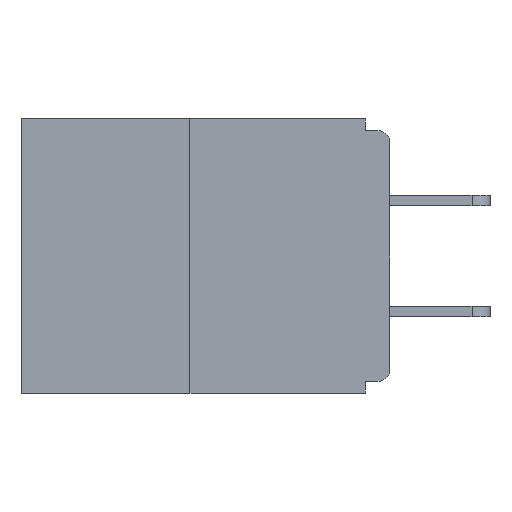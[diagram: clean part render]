
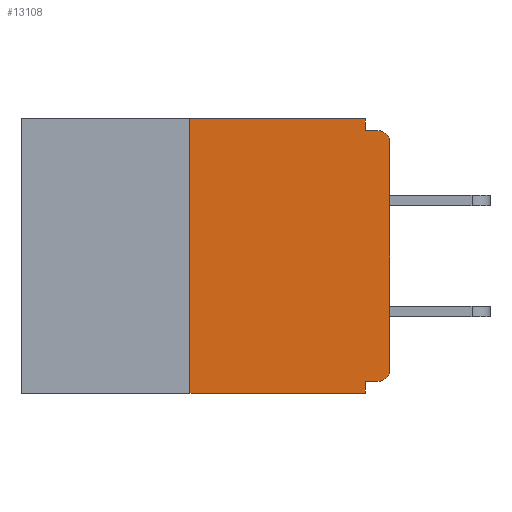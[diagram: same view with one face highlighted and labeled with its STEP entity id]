
A CAD part, left-side view. The second image highlights one B-rep face of the part: STEP entity #13108.
In plain terms, the highlighted planar face has unit normal (-1, 0, 0).
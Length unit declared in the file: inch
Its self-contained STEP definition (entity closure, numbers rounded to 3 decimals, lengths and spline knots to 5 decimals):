
#65 = VERTEX_POINT ( 'NONE', #17686 ) ;
#362 = CARTESIAN_POINT ( 'NONE',  ( 0., 0.46, 0. ) ) ;
#381 = ORIENTED_EDGE ( 'NONE', *, *, #12601, .T. ) ;
#628 = CIRCLE ( 'NONE', #4997, 0.015 ) ;
#1120 = VECTOR ( 'NONE', #14742, 39.37008 ) ;
#1143 = VERTEX_POINT ( 'NONE', #6988 ) ;
#1397 = CARTESIAN_POINT ( 'NONE',  ( 0., 0., 0. ) ) ;
#1756 = FACE_OUTER_BOUND ( 'NONE', #16127, .T. ) ;
#1860 = DIRECTION ( 'NONE',  ( 0., -1., 0. ) ) ;
#2578 = CARTESIAN_POINT ( 'NONE',  ( 0., 0.25, 0. ) ) ;
#2740 = DIRECTION ( 'NONE',  ( 0., 0., -1. ) ) ;
#3198 = DIRECTION ( 'NONE',  ( 0., 0., -1. ) ) ;
#3337 = CARTESIAN_POINT ( 'NONE',  ( 0., 0., -0.313 ) ) ;
#3348 = DIRECTION ( 'NONE',  ( 0., 1., 0. ) ) ;
#3582 = EDGE_CURVE ( 'NONE', #4991, #11525, #8951, .T. ) ;
#3611 = CARTESIAN_POINT ( 'NONE',  ( 0., 0., -0.328 ) ) ;
#3638 = VECTOR ( 'NONE', #11595, 39.37008 ) ;
#4117 = AXIS2_PLACEMENT_3D ( 'NONE', #18815, #10119, #2740 ) ;
#4145 = CARTESIAN_POINT ( 'NONE',  ( 0., 0.031, -0.328 ) ) ;
#4779 = VECTOR ( 'NONE', #10834, 39.37008 ) ;
#4826 = CARTESIAN_POINT ( 'NONE',  ( 0., 0.46, -0.343 ) ) ;
#4990 = EDGE_CURVE ( 'NONE', #17637, #10395, #7564, .T. ) ;
#4991 = VERTEX_POINT ( 'NONE', #4145 ) ;
#4997 = AXIS2_PLACEMENT_3D ( 'NONE', #7567, #8909, #3198 ) ;
#5042 = LINE ( 'NONE', #11889, #1120 ) ;
#5070 = VECTOR ( 'NONE', #8801, 39.37008 ) ;
#5122 = EDGE_CURVE ( 'NONE', #1143, #16744, #5042, .T. ) ;
#5147 = ORIENTED_EDGE ( 'NONE', *, *, #3582, .F. ) ;
#5168 = CARTESIAN_POINT ( 'NONE',  ( 0., 0.031, -0.343 ) ) ;
#5218 = LINE ( 'NONE', #4826, #14527 ) ;
#5545 = EDGE_CURVE ( 'NONE', #8392, #13658, #10722, .T. ) ;
#6595 = EDGE_CURVE ( 'NONE', #13725, #4991, #13858, .T. ) ;
#6711 = CARTESIAN_POINT ( 'NONE',  ( 0., 0., -0.015 ) ) ;
#6876 = CARTESIAN_POINT ( 'NONE',  ( 0., 0., -0.03 ) ) ;
#6988 = CARTESIAN_POINT ( 'NONE',  ( 0., 0.031, 0. ) ) ;
#7267 = CARTESIAN_POINT ( 'NONE',  ( 0., 0.031, -0.343 ) ) ;
#7564 = LINE ( 'NONE', #2578, #7797 ) ;
#7567 = CARTESIAN_POINT ( 'NONE',  ( 0., 0.015, -0.03 ) ) ;
#7797 = VECTOR ( 'NONE', #13071, 39.37008 ) ;
#7946 = ORIENTED_EDGE ( 'NONE', *, *, #6595, .F. ) ;
#7985 = ORIENTED_EDGE ( 'NONE', *, *, #13259, .T. ) ;
#8392 = VERTEX_POINT ( 'NONE', #3337 ) ;
#8565 = ORIENTED_EDGE ( 'NONE', *, *, #5545, .T. ) ;
#8606 = ORIENTED_EDGE ( 'NONE', *, *, #5122, .F. ) ;
#8617 = CARTESIAN_POINT ( 'NONE',  ( 0., 0.25, 0. ) ) ;
#8648 = PLANE ( 'NONE',  #4117 ) ;
#8801 = DIRECTION ( 'NONE',  ( 0., 0., -1. ) ) ;
#8909 = DIRECTION ( 'NONE',  ( -1., 0., 0. ) ) ;
#8951 = LINE ( 'NONE', #5168, #5070 ) ;
#9315 = ORIENTED_EDGE ( 'NONE', *, *, #17726, .F. ) ;
#9626 = CARTESIAN_POINT ( 'NONE',  ( 0., 0.015, -0.313 ) ) ;
#9946 = LINE ( 'NONE', #362, #11306 ) ;
#10119 = DIRECTION ( 'NONE',  ( 1., 0., 0. ) ) ;
#10214 = CARTESIAN_POINT ( 'NONE',  ( 0., 0.015, -0.328 ) ) ;
#10395 = VERTEX_POINT ( 'NONE', #8617 ) ;
#10722 = LINE ( 'NONE', #1397, #3638 ) ;
#10770 = CARTESIAN_POINT ( 'NONE',  ( 0., 0.25, -0.343 ) ) ;
#10834 = DIRECTION ( 'NONE',  ( 0., -1., 0. ) ) ;
#11020 = DIRECTION ( 'NONE',  ( -1., 0., 0. ) ) ;
#11306 = VECTOR ( 'NONE', #12086, 39.37008 ) ;
#11505 = CARTESIAN_POINT ( 'NONE',  ( 0., 0.031, -0.015 ) ) ;
#11525 = VERTEX_POINT ( 'NONE', #7267 ) ;
#11595 = DIRECTION ( 'NONE',  ( 0., 0., 1. ) ) ;
#11889 = CARTESIAN_POINT ( 'NONE',  ( 0., 0.031, 0. ) ) ;
#12086 = DIRECTION ( 'NONE',  ( 0., -1., 0. ) ) ;
#12413 = DIRECTION ( 'NONE',  ( 0., 0., -1. ) ) ;
#12550 = ORIENTED_EDGE ( 'NONE', *, *, #18875, .T. ) ;
#12601 = EDGE_CURVE ( 'NONE', #17637, #11525, #5218, .T. ) ;
#13071 = DIRECTION ( 'NONE',  ( 0., 0., 1. ) ) ;
#13108 = ADVANCED_FACE ( 'NONE', ( #1756 ), #8648, .F. ) ;
#13259 = EDGE_CURVE ( 'NONE', #13658, #65, #628, .T. ) ;
#13658 = VERTEX_POINT ( 'NONE', #6876 ) ;
#13725 = VERTEX_POINT ( 'NONE', #10214 ) ;
#13849 = EDGE_CURVE ( 'NONE', #10395, #1143, #9946, .T. ) ;
#13858 = LINE ( 'NONE', #3611, #18625 ) ;
#13947 = ORIENTED_EDGE ( 'NONE', *, *, #4990, .F. ) ;
#14527 = VECTOR ( 'NONE', #1860, 39.37008 ) ;
#14742 = DIRECTION ( 'NONE',  ( 0., 0., -1. ) ) ;
#15136 = AXIS2_PLACEMENT_3D ( 'NONE', #9626, #11020, #12413 ) ;
#15239 = LINE ( 'NONE', #6711, #4779 ) ;
#16127 = EDGE_LOOP ( 'NONE', ( #18390, #13947, #381, #5147, #7946, #12550, #8565, #7985, #9315, #8606 ) ) ;
#16744 = VERTEX_POINT ( 'NONE', #11505 ) ;
#17637 = VERTEX_POINT ( 'NONE', #10770 ) ;
#17686 = CARTESIAN_POINT ( 'NONE',  ( 0., 0.015, -0.015 ) ) ;
#17726 = EDGE_CURVE ( 'NONE', #16744, #65, #15239, .T. ) ;
#18165 = CIRCLE ( 'NONE', #15136, 0.015 ) ;
#18390 = ORIENTED_EDGE ( 'NONE', *, *, #13849, .F. ) ;
#18625 = VECTOR ( 'NONE', #3348, 39.37008 ) ;
#18815 = CARTESIAN_POINT ( 'NONE',  ( 0., 0.46, 0. ) ) ;
#18875 = EDGE_CURVE ( 'NONE', #13725, #8392, #18165, .T. ) ;
